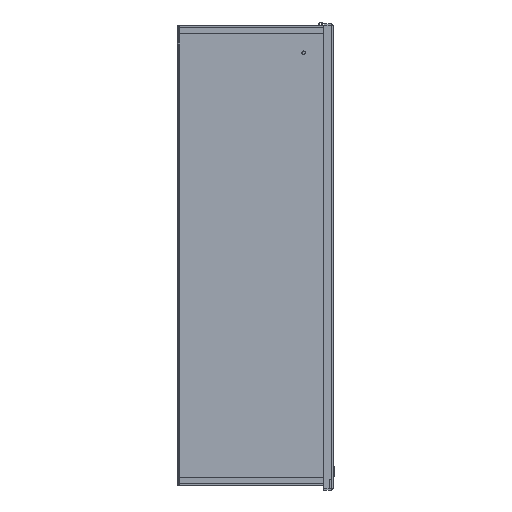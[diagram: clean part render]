
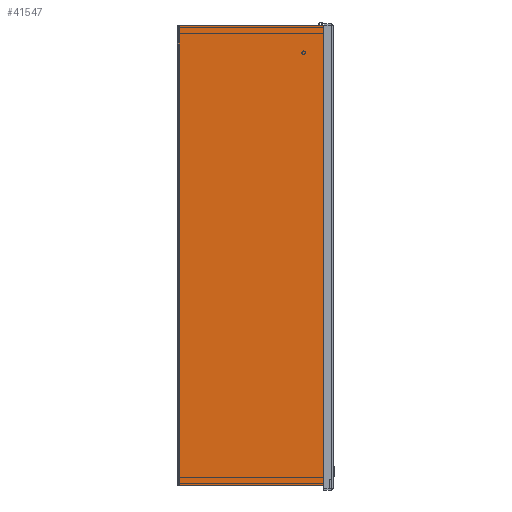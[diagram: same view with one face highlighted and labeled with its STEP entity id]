
A CAD part, front view. The second image highlights one B-rep face of the part: STEP entity #41547.
In plain terms, the highlighted face is planar.
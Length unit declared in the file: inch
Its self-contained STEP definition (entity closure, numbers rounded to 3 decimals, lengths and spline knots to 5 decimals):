
#1900 = LINE ( 'NONE', #5875, #18142 ) ;
#2069 = CARTESIAN_POINT ( 'NONE',  ( -18., -0.0855, -24. ) ) ;
#2726 = AXIS2_PLACEMENT_3D ( 'NONE', #2069, #29398, #48159 ) ;
#3332 = EDGE_CURVE ( 'NONE', #8829, #5522, #30744, .T. ) ;
#5522 = VERTEX_POINT ( 'NONE', #22470 ) ;
#5875 = CARTESIAN_POINT ( 'NONE',  ( -18., -11.857, -24. ) ) ;
#6713 = DIRECTION ( 'NONE',  ( -1., 0., 0. ) ) ;
#8829 = VERTEX_POINT ( 'NONE', #10960 ) ;
#10205 = FACE_OUTER_BOUND ( 'NONE', #32746, .T. ) ;
#10960 = CARTESIAN_POINT ( 'NONE',  ( -18., -11.857, -24. ) ) ;
#13560 = EDGE_CURVE ( 'NONE', #48785, #5522, #22344, .T. ) ;
#14316 = CARTESIAN_POINT ( 'NONE',  ( 18., -0.143, -24. ) ) ;
#17118 = ORIENTED_EDGE ( 'NONE', *, *, #31647, .T. ) ;
#17652 = DIRECTION ( 'NONE',  ( -1., 0., 0. ) ) ;
#18142 = VECTOR ( 'NONE', #17652, 39.37008 ) ;
#18801 = ORIENTED_EDGE ( 'NONE', *, *, #13560, .F. ) ;
#20563 = VECTOR ( 'NONE', #33767, 39.37008 ) ;
#21669 = CARTESIAN_POINT ( 'NONE',  ( 18., -11.857, -24. ) ) ;
#22344 = LINE ( 'NONE', #14316, #46924 ) ;
#22470 = CARTESIAN_POINT ( 'NONE',  ( -18., -0.143, -24. ) ) ;
#24195 = ORIENTED_EDGE ( 'NONE', *, *, #3332, .T. ) ;
#29051 = ORIENTED_EDGE ( 'NONE', *, *, #29504, .T. ) ;
#29398 = DIRECTION ( 'NONE',  ( 0., 0., -1. ) ) ;
#29504 = EDGE_CURVE ( 'NONE', #48785, #36336, #37522, .T. ) ;
#30744 = LINE ( 'NONE', #46649, #20563 ) ;
#31647 = EDGE_CURVE ( 'NONE', #36336, #8829, #1900, .T. ) ;
#32716 = CARTESIAN_POINT ( 'NONE',  ( 18., -0.095, -24. ) ) ;
#32746 = EDGE_LOOP ( 'NONE', ( #24195, #18801, #29051, #17118 ) ) ;
#33060 = PLANE ( 'NONE',  #2726 ) ;
#33767 = DIRECTION ( 'NONE',  ( 0., 1., 0. ) ) ;
#36336 = VERTEX_POINT ( 'NONE', #21669 ) ;
#37522 = LINE ( 'NONE', #32716, #44089 ) ;
#40431 = DIRECTION ( 'NONE',  ( 0., -1., 0. ) ) ;
#41547 = ADVANCED_FACE ( 'NONE', ( #10205 ), #33060, .T. ) ;
#44089 = VECTOR ( 'NONE', #40431, 39.37008 ) ;
#46649 = CARTESIAN_POINT ( 'NONE',  ( -18., -0.095, -24. ) ) ;
#46924 = VECTOR ( 'NONE', #6713, 39.37008 ) ;
#48159 = DIRECTION ( 'NONE',  ( 0., 1., 0. ) ) ;
#48785 = VERTEX_POINT ( 'NONE', #49465 ) ;
#49465 = CARTESIAN_POINT ( 'NONE',  ( 18., -0.143, -24. ) ) ;
